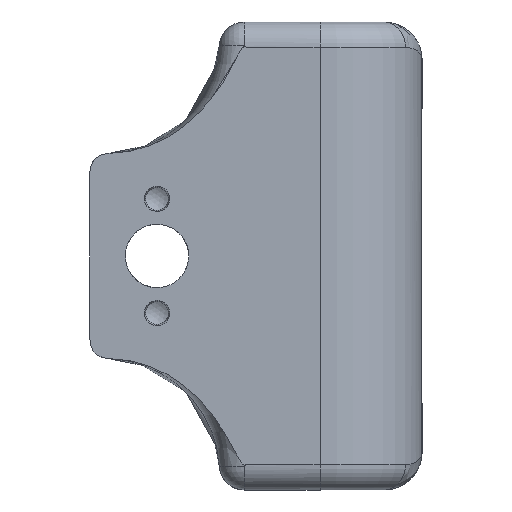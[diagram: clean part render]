
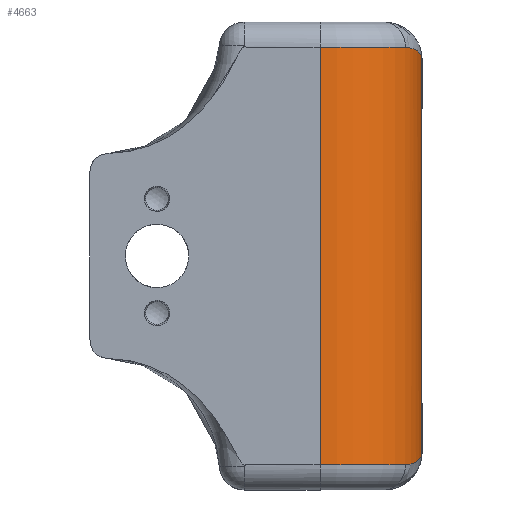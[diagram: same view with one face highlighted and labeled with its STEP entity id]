
A CAD part, front view. The second image highlights one B-rep face of the part: STEP entity #4663.
In plain terms, the highlighted cylindrical face has radius 8 mm (diameter 16 mm), a partial arc.
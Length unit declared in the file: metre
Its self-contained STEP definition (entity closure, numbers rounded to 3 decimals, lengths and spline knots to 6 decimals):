
#149=CYLINDRICAL_SURFACE('',#5023,0.008);
#267=B_SPLINE_CURVE_WITH_KNOTS('',3,(#9634,#9635,#9636,#9637,#9638,#9639),
 .UNSPECIFIED.,.F.,.F.,(4,1,1,4),(0.,0.002313,0.003469,
0.004625),.UNSPECIFIED.);
#268=B_SPLINE_CURVE_WITH_KNOTS('',3,(#9640,#9641,#9642,#9643,#9644,#9645),
 .UNSPECIFIED.,.F.,.F.,(4,1,1,4),(0.,0.001156,0.002311,
0.004622),.UNSPECIFIED.);
#387=CIRCLE('',#5024,0.008);
#388=CIRCLE('',#5025,0.008);
#1601=ORIENTED_EDGE('',*,*,#1830,.F.);
#1602=ORIENTED_EDGE('',*,*,#2425,.T.);
#1603=ORIENTED_EDGE('',*,*,#2426,.T.);
#1604=ORIENTED_EDGE('',*,*,#2422,.F.);
#1605=ORIENTED_EDGE('',*,*,#2427,.T.);
#1606=ORIENTED_EDGE('',*,*,#2428,.T.);
#1830=EDGE_CURVE('',#2516,#2526,#2964,.T.);
#2422=EDGE_CURVE('',#2912,#2913,#3347,.F.);
#2425=EDGE_CURVE('',#2516,#2914,#387,.F.);
#2426=EDGE_CURVE('',#2914,#2913,#267,.T.);
#2427=EDGE_CURVE('',#2912,#2915,#268,.T.);
#2428=EDGE_CURVE('',#2915,#2526,#388,.T.);
#2516=VERTEX_POINT('',#6267);
#2526=VERTEX_POINT('',#6336);
#2912=VERTEX_POINT('',#9627);
#2913=VERTEX_POINT('',#9628);
#2914=VERTEX_POINT('',#9633);
#2915=VERTEX_POINT('',#9646);
#2964=LINE('',#6335,#3367);
#3347=LINE('',#9626,#3750);
#3367=VECTOR('',#5116,1.);
#3750=VECTOR('',#6077,1.);
#3983=EDGE_LOOP('',(#1601,#1602,#1603,#1604,#1605,#1606));
#4259=FACE_BOUND('',#3983,.T.);
#4663=ADVANCED_FACE('',(#4259),#149,.T.);
#5023=AXIS2_PLACEMENT_3D('',#9631,#6080,#6081);
#5024=AXIS2_PLACEMENT_3D('',#9632,#6082,#6083);
#5025=AXIS2_PLACEMENT_3D('',#9647,#6084,#6085);
#5116=DIRECTION('',(0.,0.,1.));
#6077=DIRECTION('',(0.,0.,1.));
#6080=DIRECTION('',(0.,0.,-1.));
#6081=DIRECTION('',(0.,-1.,0.));
#6082=DIRECTION('',(0.,0.,-1.));
#6083=DIRECTION('',(0.,-1.,0.));
#6084=DIRECTION('',(0.,0.,-1.));
#6085=DIRECTION('',(0.,-1.,0.));
#6267=CARTESIAN_POINT('',(-0.0435,0.11121,0.076171));
#6335=CARTESIAN_POINT('',(-0.0435,0.11121,0.092626));
#6336=CARTESIAN_POINT('',(-0.0435,0.11121,0.109081));
#9626=CARTESIAN_POINT('',(-0.035499,0.11921,0.092626));
#9627=CARTESIAN_POINT('',(-0.035499,0.11921,0.108393));
#9628=CARTESIAN_POINT('',(-0.035499,0.11921,0.076859));
#9631=CARTESIAN_POINT('',(-0.043499,0.11921,0.092626));
#9632=CARTESIAN_POINT('',(-0.043499,0.11921,0.076171));
#9633=CARTESIAN_POINT('',(-0.036766,0.11489,0.076171));
#9634=CARTESIAN_POINT('',(-0.036766,0.11489,0.076171));
#9635=CARTESIAN_POINT('',(-0.036347,0.115543,0.076171));
#9636=CARTESIAN_POINT('',(-0.035873,0.116598,0.076372));
#9637=CARTESIAN_POINT('',(-0.035556,0.118057,0.076721));
#9638=CARTESIAN_POINT('',(-0.035499,0.118822,0.076859));
#9639=CARTESIAN_POINT('',(-0.035499,0.11921,0.076859));
#9640=CARTESIAN_POINT('',(-0.035499,0.11921,0.108393));
#9641=CARTESIAN_POINT('',(-0.035499,0.118821,0.108393));
#9642=CARTESIAN_POINT('',(-0.035556,0.118059,0.10853));
#9643=CARTESIAN_POINT('',(-0.035873,0.116598,0.108879));
#9644=CARTESIAN_POINT('',(-0.036347,0.115543,0.109081));
#9645=CARTESIAN_POINT('',(-0.036766,0.11489,0.109081));
#9646=CARTESIAN_POINT('',(-0.036766,0.11489,0.109081));
#9647=CARTESIAN_POINT('',(-0.043499,0.11921,0.109081));
